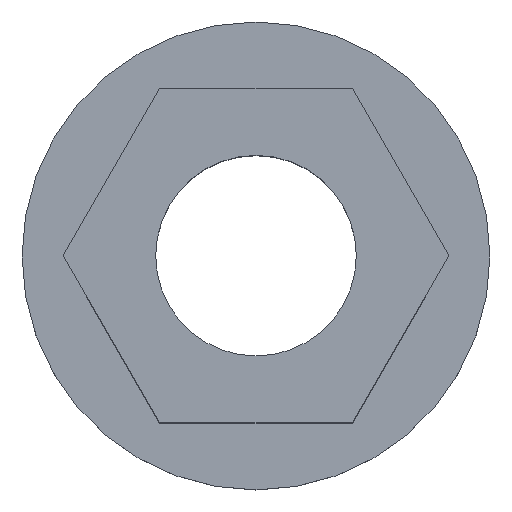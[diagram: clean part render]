
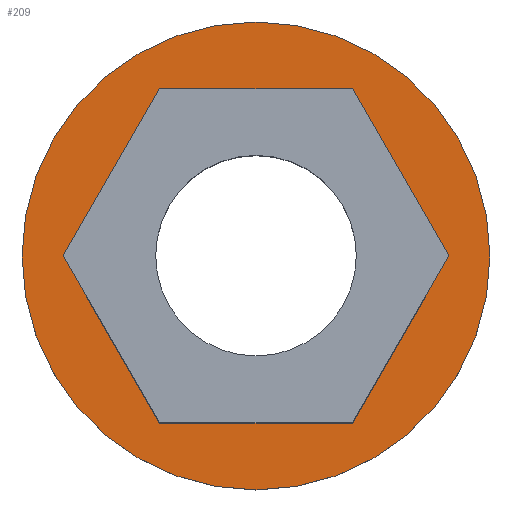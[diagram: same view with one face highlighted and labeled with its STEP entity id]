
A CAD part, top view. The second image highlights one B-rep face of the part: STEP entity #209.
In plain terms, the highlighted planar face has unit normal (0, 0, 1).
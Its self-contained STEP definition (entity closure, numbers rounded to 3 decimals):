
#16=FACE_BOUND('',#48,.T.);
#25=PLANE('',#243);
#35=FACE_OUTER_BOUND('',#47,.T.);
#47=EDGE_LOOP('',(#181,#182));
#48=EDGE_LOOP('',(#183,#184,#185,#186,#187,#188));
#53=LINE('',#320,#73);
#57=LINE('',#328,#77);
#60=LINE('',#334,#80);
#63=LINE('',#340,#83);
#66=LINE('',#346,#86);
#69=LINE('',#351,#89);
#73=VECTOR('',#263,10.);
#77=VECTOR('',#269,10.);
#80=VECTOR('',#274,10.);
#83=VECTOR('',#279,10.);
#86=VECTOR('',#284,10.);
#89=VECTOR('',#289,10.);
#95=CIRCLE('',#244,7.);
#96=CIRCLE('',#245,7.);
#102=VERTEX_POINT('',#318);
#103=VERTEX_POINT('',#319);
#106=VERTEX_POINT('',#327);
#108=VERTEX_POINT('',#333);
#110=VERTEX_POINT('',#339);
#112=VERTEX_POINT('',#345);
#114=VERTEX_POINT('',#355);
#115=VERTEX_POINT('',#356);
#122=EDGE_CURVE('',#102,#103,#53,.T.);
#126=EDGE_CURVE('',#103,#106,#57,.T.);
#129=EDGE_CURVE('',#106,#108,#60,.T.);
#132=EDGE_CURVE('',#108,#110,#63,.T.);
#135=EDGE_CURVE('',#110,#112,#66,.T.);
#138=EDGE_CURVE('',#112,#102,#69,.T.);
#140=EDGE_CURVE('',#114,#115,#95,.T.);
#141=EDGE_CURVE('',#115,#114,#96,.T.);
#181=ORIENTED_EDGE('',*,*,#140,.T.);
#182=ORIENTED_EDGE('',*,*,#141,.T.);
#183=ORIENTED_EDGE('',*,*,#122,.T.);
#184=ORIENTED_EDGE('',*,*,#126,.T.);
#185=ORIENTED_EDGE('',*,*,#129,.T.);
#186=ORIENTED_EDGE('',*,*,#132,.T.);
#187=ORIENTED_EDGE('',*,*,#135,.T.);
#188=ORIENTED_EDGE('',*,*,#138,.T.);
#209=ADVANCED_FACE('',(#35,#16),#25,.T.);
#243=AXIS2_PLACEMENT_3D('',#354,#293,#294);
#244=AXIS2_PLACEMENT_3D('',#357,#295,#296);
#245=AXIS2_PLACEMENT_3D('',#358,#297,#298);
#263=DIRECTION('',(1.,0.,0.));
#269=DIRECTION('',(0.5,-0.866,0.));
#274=DIRECTION('',(-0.5,-0.866,0.));
#279=DIRECTION('',(-1.,0.,0.));
#284=DIRECTION('',(-0.5,0.866,0.));
#289=DIRECTION('',(0.5,0.866,0.));
#293=DIRECTION('center_axis',(0.,0.,1.));
#294=DIRECTION('ref_axis',(1.,0.,0.));
#295=DIRECTION('center_axis',(0.,0.,1.));
#296=DIRECTION('ref_axis',(1.,0.,0.));
#297=DIRECTION('center_axis',(0.,0.,1.));
#298=DIRECTION('ref_axis',(1.,0.,0.));
#318=CARTESIAN_POINT('',(-2.887,5.,1.));
#319=CARTESIAN_POINT('',(2.887,5.,1.));
#320=CARTESIAN_POINT('',(1.443,5.,1.));
#327=CARTESIAN_POINT('',(5.774,0.,1.));
#328=CARTESIAN_POINT('',(5.052,1.25,1.));
#333=CARTESIAN_POINT('',(2.887,-5.,1.));
#334=CARTESIAN_POINT('',(3.608,-3.75,1.));
#339=CARTESIAN_POINT('',(-2.887,-5.,1.));
#340=CARTESIAN_POINT('',(-1.443,-5.,1.));
#345=CARTESIAN_POINT('',(-5.774,0.,1.));
#346=CARTESIAN_POINT('',(-5.052,-1.25,1.));
#351=CARTESIAN_POINT('',(-3.608,3.75,1.));
#354=CARTESIAN_POINT('Origin',(0.,0.,1.));
#355=CARTESIAN_POINT('',(7.,0.,1.));
#356=CARTESIAN_POINT('',(-7.,0.,1.));
#357=CARTESIAN_POINT('Origin',(0.,0.,1.));
#358=CARTESIAN_POINT('Origin',(0.,0.,1.));
